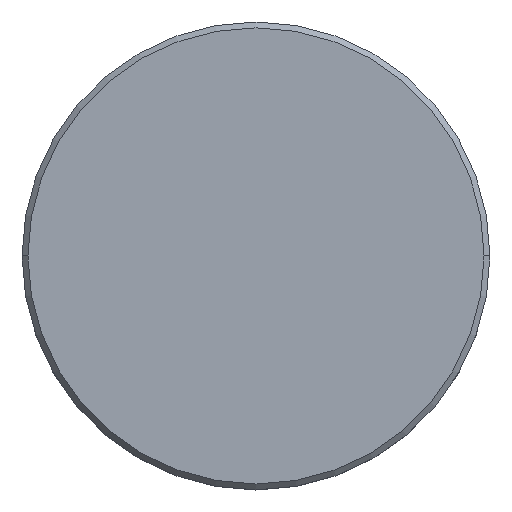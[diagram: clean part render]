
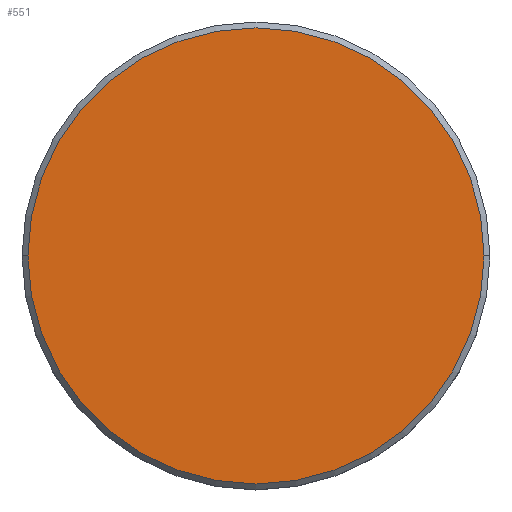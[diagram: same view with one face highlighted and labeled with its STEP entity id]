
A CAD part, top view. The second image highlights one B-rep face of the part: STEP entity #551.
In plain terms, the highlighted planar face has unit normal (0, 0, 1).
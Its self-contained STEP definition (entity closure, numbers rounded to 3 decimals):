
#20 = CARTESIAN_POINT ( 'NONE',  ( 0., 0., 0. ) ) ;
#50 = EDGE_CURVE ( 'NONE', #95, #752, #922, .T. ) ;
#55 = EDGE_CURVE ( 'NONE', #752, #95, #977, .T. ) ;
#95 = VERTEX_POINT ( 'NONE', #854 ) ;
#131 = AXIS2_PLACEMENT_3D ( 'NONE', #20, #1037, #858 ) ;
#220 = ORIENTED_EDGE ( 'NONE', *, *, #50, .T. ) ;
#296 = FACE_OUTER_BOUND ( 'NONE', #488, .T. ) ;
#405 = CARTESIAN_POINT ( 'NONE',  ( 0., 0., 0. ) ) ;
#469 = PLANE ( 'NONE',  #131 ) ;
#488 = EDGE_LOOP ( 'NONE', ( #917, #220 ) ) ;
#517 = AXIS2_PLACEMENT_3D ( 'NONE', #405, #945, #591 ) ;
#551 = ADVANCED_FACE ( 'NONE', ( #296 ), #469, .T. ) ;
#591 = DIRECTION ( 'NONE',  ( 1., 0., 0. ) ) ;
#686 = CARTESIAN_POINT ( 'NONE',  ( 0., 0., 0. ) ) ;
#752 = VERTEX_POINT ( 'NONE', #995 ) ;
#854 = CARTESIAN_POINT ( 'NONE',  ( 19.5, 0., 0. ) ) ;
#858 = DIRECTION ( 'NONE',  ( 1., 0., 0. ) ) ;
#917 = ORIENTED_EDGE ( 'NONE', *, *, #55, .T. ) ;
#922 = CIRCLE ( 'NONE', #517, 19.5 ) ;
#945 = DIRECTION ( 'NONE',  ( 0., 0., 1. ) ) ;
#957 = AXIS2_PLACEMENT_3D ( 'NONE', #686, #1049, #959 ) ;
#959 = DIRECTION ( 'NONE',  ( 1., 0., 0. ) ) ;
#977 = CIRCLE ( 'NONE', #957, 19.5 ) ;
#995 = CARTESIAN_POINT ( 'NONE',  ( -19.5, 0., 0. ) ) ;
#1037 = DIRECTION ( 'NONE',  ( 0., 0., 1. ) ) ;
#1049 = DIRECTION ( 'NONE',  ( 0., 0., 1. ) ) ;
